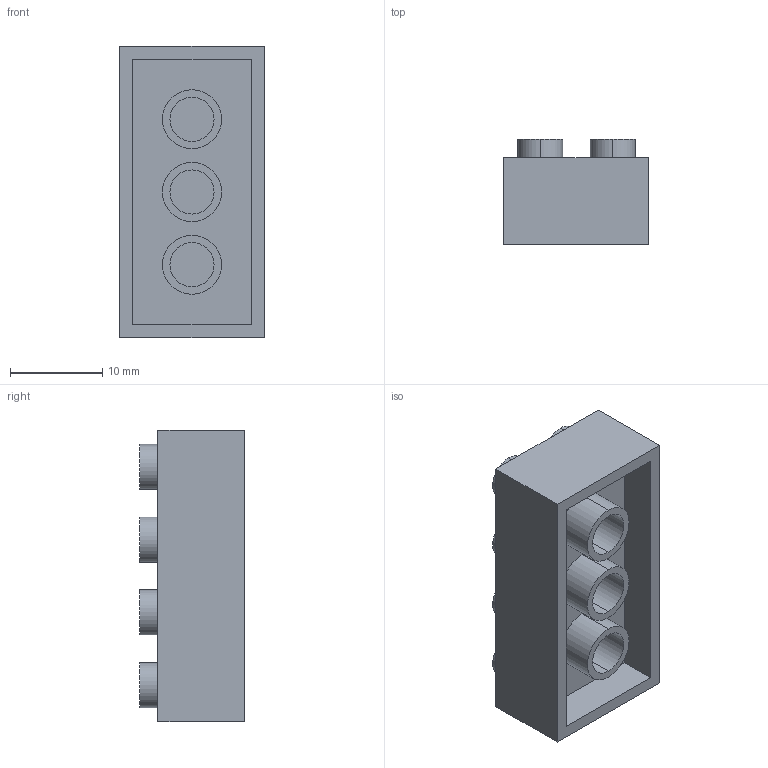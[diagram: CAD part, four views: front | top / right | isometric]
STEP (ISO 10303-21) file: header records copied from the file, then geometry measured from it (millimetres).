
FILE_DESCRIPTION (( 'STEP AP214' ), '1' );
FILE_NAME ('8_block_0_10.STEP', '2022-12-01T01:17:26', ( '' ), ( '' ), 'SwSTEP 2.0', 'SolidWorks 2021', '' );
FILE_SCHEMA (( 'AUTOMOTIVE_DESIGN' ));
Length unit declared in the file: millimetre
Products named in the file (1): 8_block_0_10
Bounding box: 15.7 x 11.4 x 31.6 mm (x, y, z)
Volume: 3648.1 mm3; surface area: 2883.6 mm2
Topology: 1 solids, 1 shells, 53 faces, 108 edges, 72 vertices
Faces by surface type: cylinder 28, plane 25
Entity records: 1452 total; most frequent: DIRECTION 272, CARTESIAN_POINT 234, ORIENTED_EDGE 216, AXIS2_PLACEMENT_3D 110, EDGE_CURVE 108, VERTEX_POINT 72, EDGE_LOOP 68, CIRCLE 56
